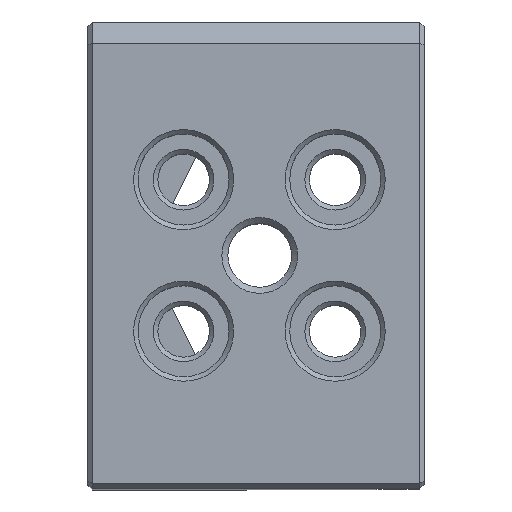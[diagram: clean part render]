
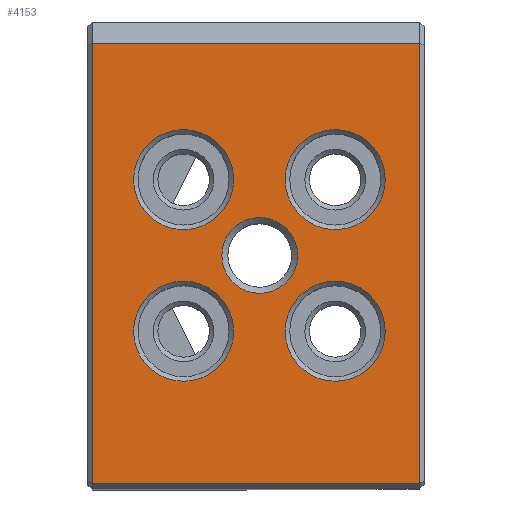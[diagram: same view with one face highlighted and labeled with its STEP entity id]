
A CAD part, top view. The second image highlights one B-rep face of the part: STEP entity #4153.
In plain terms, the highlighted planar face has unit normal (0, 0, 1).
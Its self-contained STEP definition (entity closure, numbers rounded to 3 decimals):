
#151=CIRCLE('',#4417,3.3);
#152=CIRCLE('',#4418,3.3);
#153=CIRCLE('',#4419,3.3);
#154=CIRCLE('',#4420,3.3);
#155=CIRCLE('',#4421,2.5);
#226=FACE_BOUND('',#800,.T.);
#227=FACE_BOUND('',#801,.T.);
#228=FACE_BOUND('',#802,.T.);
#229=FACE_BOUND('',#803,.T.);
#230=FACE_BOUND('',#804,.T.);
#549=FACE_OUTER_BOUND('',#799,.T.);
#799=EDGE_LOOP('',(#3285,#3286,#3287,#3288));
#800=EDGE_LOOP('',(#3289));
#801=EDGE_LOOP('',(#3290));
#802=EDGE_LOOP('',(#3291));
#803=EDGE_LOOP('',(#3292));
#804=EDGE_LOOP('',(#3293));
#1193=LINE('',#7110,#1549);
#1194=LINE('',#7112,#1550);
#1195=LINE('',#7114,#1551);
#1196=LINE('',#7115,#1552);
#1549=VECTOR('',#5082,21.59);
#1550=VECTOR('',#5083,29.044);
#1551=VECTOR('',#5084,21.59);
#1552=VECTOR('',#5085,29.044);
#1925=VERTEX_POINT('',#7108);
#1926=VERTEX_POINT('',#7109);
#1927=VERTEX_POINT('',#7111);
#1928=VERTEX_POINT('',#7113);
#1929=VERTEX_POINT('',#7116);
#1930=VERTEX_POINT('',#7118);
#1931=VERTEX_POINT('',#7120);
#1932=VERTEX_POINT('',#7122);
#1933=VERTEX_POINT('',#7124);
#2421=EDGE_CURVE('',#1925,#1926,#1193,.T.);
#2422=EDGE_CURVE('',#1926,#1927,#1194,.T.);
#2423=EDGE_CURVE('',#1928,#1927,#1195,.T.);
#2424=EDGE_CURVE('',#1928,#1925,#1196,.T.);
#2425=EDGE_CURVE('',#1929,#1929,#151,.T.);
#2426=EDGE_CURVE('',#1930,#1930,#152,.T.);
#2427=EDGE_CURVE('',#1931,#1931,#153,.T.);
#2428=EDGE_CURVE('',#1932,#1932,#154,.T.);
#2429=EDGE_CURVE('',#1933,#1933,#155,.T.);
#3285=ORIENTED_EDGE('',*,*,#2421,.T.);
#3286=ORIENTED_EDGE('',*,*,#2422,.T.);
#3287=ORIENTED_EDGE('',*,*,#2423,.F.);
#3288=ORIENTED_EDGE('',*,*,#2424,.T.);
#3289=ORIENTED_EDGE('',*,*,#2425,.T.);
#3290=ORIENTED_EDGE('',*,*,#2426,.T.);
#3291=ORIENTED_EDGE('',*,*,#2427,.T.);
#3292=ORIENTED_EDGE('',*,*,#2428,.T.);
#3293=ORIENTED_EDGE('',*,*,#2429,.T.);
#4005=PLANE('',#4416);
#4153=ADVANCED_FACE('',(#549,#226,#227,#228,#229,#230),#4005,.F.);
#4416=AXIS2_PLACEMENT_3D('',#7107,#5080,#5081);
#4417=AXIS2_PLACEMENT_3D('',#7117,#5086,#5087);
#4418=AXIS2_PLACEMENT_3D('',#7119,#5088,#5089);
#4419=AXIS2_PLACEMENT_3D('',#7121,#5090,#5091);
#4420=AXIS2_PLACEMENT_3D('',#7123,#5092,#5093);
#4421=AXIS2_PLACEMENT_3D('',#7125,#5094,#5095);
#5080=DIRECTION('center_axis',(0.,0.,-1.));
#5081=DIRECTION('ref_axis',(0.,-1.,0.));
#5082=DIRECTION('',(-1.,0.,0.));
#5083=DIRECTION('',(0.,-1.,0.));
#5084=DIRECTION('',(-1.,0.,0.));
#5085=DIRECTION('',(0.,1.,0.));
#5086=DIRECTION('center_axis',(0.,0.,-1.));
#5087=DIRECTION('ref_axis',(1.,0.,0.));
#5088=DIRECTION('center_axis',(0.,0.,-1.));
#5089=DIRECTION('ref_axis',(1.,0.,0.));
#5090=DIRECTION('center_axis',(0.,0.,-1.));
#5091=DIRECTION('ref_axis',(1.,0.,0.));
#5092=DIRECTION('center_axis',(0.,0.,-1.));
#5093=DIRECTION('ref_axis',(1.,0.,0.));
#5094=DIRECTION('center_axis',(0.,0.,-1.));
#5095=DIRECTION('ref_axis',(1.,0.,0.));
#7107=CARTESIAN_POINT('Origin',(46.778,14.,62.5));
#7108=CARTESIAN_POINT('',(12.95,14.,62.5));
#7109=CARTESIAN_POINT('',(-8.64,14.,62.5));
#7110=CARTESIAN_POINT('',(12.95,14.,62.5));
#7111=CARTESIAN_POINT('',(-8.64,-15.044,62.5));
#7112=CARTESIAN_POINT('',(-8.64,14.,62.5));
#7113=CARTESIAN_POINT('',(12.95,-15.044,62.5));
#7114=CARTESIAN_POINT('',(12.95,-15.044,62.5));
#7115=CARTESIAN_POINT('',(12.95,-15.044,62.5));
#7116=CARTESIAN_POINT('',(-5.922,5.002,62.5));
#7117=CARTESIAN_POINT('Origin',(-2.622,5.002,62.5));
#7118=CARTESIAN_POINT('',(4.078,-4.998,62.5));
#7119=CARTESIAN_POINT('Origin',(7.378,-4.998,62.5));
#7120=CARTESIAN_POINT('',(4.078,5.002,62.5));
#7121=CARTESIAN_POINT('Origin',(7.378,5.002,62.5));
#7122=CARTESIAN_POINT('',(-5.922,-4.998,62.5));
#7123=CARTESIAN_POINT('Origin',(-2.622,-4.998,62.5));
#7124=CARTESIAN_POINT('',(-0.1,0.,62.5));
#7125=CARTESIAN_POINT('Origin',(2.4,0.,62.5));
